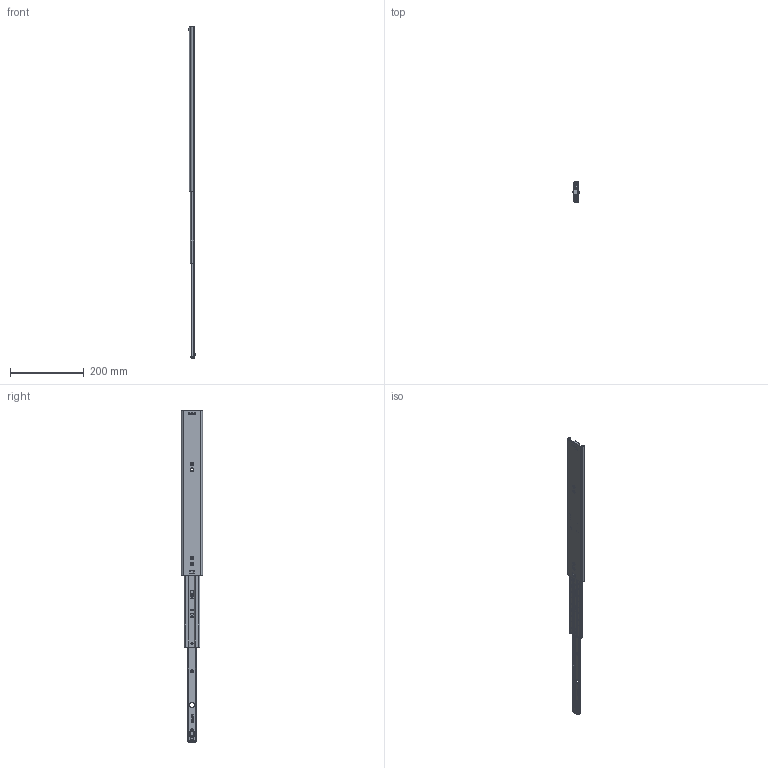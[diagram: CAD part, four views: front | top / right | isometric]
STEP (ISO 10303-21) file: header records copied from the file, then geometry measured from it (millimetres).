
FILE_DESCRIPTION(/* description */ ('Vollauszug Serie 037 "Würth" 450x452'),/* implementation_level */ '2;1');
FILE_NAME(/* name */ '07000062002.stp',/* time_stamp */ '2020-06-19T15:41:34+02:00',/* author */ ('Dennis Bruder'),/* organization */ (''),/* preprocessor_version */ 'ST-DEVELOPER v18',/* originating_system */ 'Autodesk Inventor 2020',/* authorisation */ '');
FILE_SCHEMA (('AUTOMOTIVE_DESIGN { 1 0 10303 214 3 1 1 }'));
Products named in the file (1): 07000062002
Bounding box: 17.35 x 57.39 x 902 mm (x, y, z)
Volume: 177418.4 mm3; surface area: 232028 mm2
Topology: 68 solids, 68 shells, 3276 faces, 9809 edges, 6542 vertices
Faces by surface type: plane 1545, cylinder 843, cone 434, bspline 199, torus 197, sphere 58
Full cylindrical faces by diameter (mm): 1 x8, 3.5 x2, 4.5 x8, 4.6 x7, 5 x4, 5.9 x3, 6 x4, 8 x6, 8.2 x2, 14 x1
Entity records: 126100 total; most frequent: CARTESIAN_POINT 37984, ORIENTED_EDGE 19382, DIRECTION 15998, EDGE_CURVE 9691, VERTEX_POINT 6542, AXIS2_PLACEMENT_3D 5566, LINE 4866, VECTOR 4866
